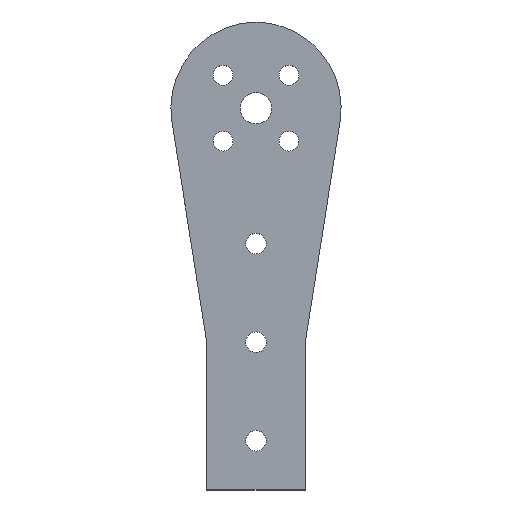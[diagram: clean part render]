
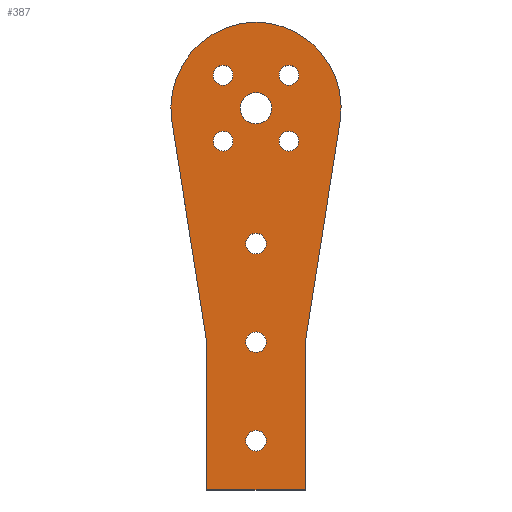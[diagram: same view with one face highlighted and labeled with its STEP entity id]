
A CAD part, top view. The second image highlights one B-rep face of the part: STEP entity #387.
In plain terms, the highlighted planar face has unit normal (0, 0, 1).
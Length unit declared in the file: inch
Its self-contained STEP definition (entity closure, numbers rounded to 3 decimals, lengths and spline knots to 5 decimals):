
#23=FACE_BOUND('',#84,.T.);
#24=FACE_BOUND('',#85,.T.);
#25=FACE_BOUND('',#86,.T.);
#26=FACE_BOUND('',#87,.T.);
#27=FACE_BOUND('',#88,.T.);
#28=FACE_BOUND('',#89,.T.);
#29=FACE_BOUND('',#90,.T.);
#30=FACE_BOUND('',#91,.T.);
#37=PLANE('',#452);
#56=FACE_OUTER_BOUND('',#83,.T.);
#83=EDGE_LOOP('',(#340,#341,#342,#343,#344,#345,#346,#347,#348));
#84=EDGE_LOOP('',(#349));
#85=EDGE_LOOP('',(#350));
#86=EDGE_LOOP('',(#351));
#87=EDGE_LOOP('',(#352));
#88=EDGE_LOOP('',(#353));
#89=EDGE_LOOP('',(#354));
#90=EDGE_LOOP('',(#355));
#91=EDGE_LOOP('',(#356));
#96=LINE('',#583,#123);
#101=LINE('',#598,#128);
#111=LINE('',#649,#138);
#116=LINE('',#668,#143);
#118=LINE('',#671,#145);
#123=VECTOR('',#467,0.3937);
#128=VECTOR('',#480,0.3937);
#138=VECTOR('',#538,0.3937);
#143=VECTOR('',#561,0.3937);
#145=VECTOR('',#565,0.3937);
#147=CIRCLE('',#412,1.);
#149=CIRCLE('',#416,1.);
#150=CIRCLE('',#419,0.1005);
#152=CIRCLE('',#422,0.1005);
#154=CIRCLE('',#425,0.1005);
#156=CIRCLE('',#428,0.1005);
#159=CIRCLE('',#432,0.875);
#165=CIRCLE('',#440,0.875);
#166=CIRCLE('',#443,0.1045);
#167=CIRCLE('',#445,0.1045);
#168=CIRCLE('',#447,0.1045);
#169=CIRCLE('',#449,0.15945);
#172=VERTEX_POINT('',#573);
#173=VERTEX_POINT('',#575);
#175=VERTEX_POINT('',#581);
#178=VERTEX_POINT('',#588);
#179=VERTEX_POINT('',#590);
#181=VERTEX_POINT('',#596);
#182=VERTEX_POINT('',#600);
#184=VERTEX_POINT('',#606);
#186=VERTEX_POINT('',#612);
#188=VERTEX_POINT('',#618);
#192=VERTEX_POINT('',#627);
#193=VERTEX_POINT('',#629);
#199=VERTEX_POINT('',#651);
#200=VERTEX_POINT('',#655);
#201=VERTEX_POINT('',#659);
#202=VERTEX_POINT('',#663);
#203=VERTEX_POINT('',#667);
#206=EDGE_CURVE('',#172,#173,#147,.T.);
#210=EDGE_CURVE('',#172,#175,#96,.T.);
#213=EDGE_CURVE('',#178,#179,#149,.T.);
#217=EDGE_CURVE('',#178,#181,#101,.T.);
#218=EDGE_CURVE('',#182,#182,#150,.T.);
#221=EDGE_CURVE('',#184,#184,#152,.T.);
#224=EDGE_CURVE('',#186,#186,#154,.T.);
#227=EDGE_CURVE('',#188,#188,#156,.T.);
#232=EDGE_CURVE('',#192,#193,#159,.T.);
#242=EDGE_CURVE('',#193,#175,#165,.T.);
#243=EDGE_CURVE('',#192,#179,#111,.T.);
#244=EDGE_CURVE('',#199,#199,#166,.T.);
#246=EDGE_CURVE('',#200,#200,#167,.T.);
#248=EDGE_CURVE('',#201,#201,#168,.T.);
#250=EDGE_CURVE('',#202,#202,#169,.T.);
#252=EDGE_CURVE('',#203,#173,#116,.T.);
#254=EDGE_CURVE('',#181,#203,#118,.T.);
#340=ORIENTED_EDGE('',*,*,#232,.F.);
#341=ORIENTED_EDGE('',*,*,#243,.T.);
#342=ORIENTED_EDGE('',*,*,#213,.F.);
#343=ORIENTED_EDGE('',*,*,#217,.T.);
#344=ORIENTED_EDGE('',*,*,#254,.T.);
#345=ORIENTED_EDGE('',*,*,#252,.T.);
#346=ORIENTED_EDGE('',*,*,#206,.F.);
#347=ORIENTED_EDGE('',*,*,#210,.T.);
#348=ORIENTED_EDGE('',*,*,#242,.F.);
#349=ORIENTED_EDGE('',*,*,#218,.T.);
#350=ORIENTED_EDGE('',*,*,#221,.T.);
#351=ORIENTED_EDGE('',*,*,#224,.T.);
#352=ORIENTED_EDGE('',*,*,#227,.T.);
#353=ORIENTED_EDGE('',*,*,#250,.T.);
#354=ORIENTED_EDGE('',*,*,#248,.T.);
#355=ORIENTED_EDGE('',*,*,#246,.T.);
#356=ORIENTED_EDGE('',*,*,#244,.T.);
#387=ADVANCED_FACE('',(#56,#23,#24,#25,#26,#27,#28,#29,#30),#37,.T.);
#412=AXIS2_PLACEMENT_3D('',#576,#460,#461);
#416=AXIS2_PLACEMENT_3D('',#591,#473,#474);
#419=AXIS2_PLACEMENT_3D('',#601,#483,#484);
#422=AXIS2_PLACEMENT_3D('',#607,#490,#491);
#425=AXIS2_PLACEMENT_3D('',#613,#497,#498);
#428=AXIS2_PLACEMENT_3D('',#619,#504,#505);
#432=AXIS2_PLACEMENT_3D('',#630,#514,#515);
#440=AXIS2_PLACEMENT_3D('',#647,#534,#535);
#443=AXIS2_PLACEMENT_3D('',#652,#541,#542);
#445=AXIS2_PLACEMENT_3D('',#656,#546,#547);
#447=AXIS2_PLACEMENT_3D('',#660,#551,#552);
#449=AXIS2_PLACEMENT_3D('',#664,#556,#557);
#452=AXIS2_PLACEMENT_3D('',#672,#566,#567);
#460=DIRECTION('center_axis',(0.,0.,1.));
#461=DIRECTION('ref_axis',(-0.997,0.078,0.));
#467=DIRECTION('',(0.156,0.988,0.));
#473=DIRECTION('center_axis',(0.,0.,1.));
#474=DIRECTION('ref_axis',(0.997,0.078,0.));
#480=DIRECTION('',(0.,-1.,0.));
#483=DIRECTION('center_axis',(0.,0.,-1.));
#484=DIRECTION('ref_axis',(0.,-1.,0.));
#490=DIRECTION('center_axis',(0.,0.,-1.));
#491=DIRECTION('ref_axis',(-1.,0.,0.));
#497=DIRECTION('center_axis',(0.,0.,-1.));
#498=DIRECTION('ref_axis',(0.,1.,0.));
#504=DIRECTION('center_axis',(0.,0.,-1.));
#505=DIRECTION('ref_axis',(1.,0.,0.));
#514=DIRECTION('center_axis',(0.,0.,-1.));
#515=DIRECTION('ref_axis',(-0.025,1.,0.));
#534=DIRECTION('center_axis',(0.,0.,-1.));
#535=DIRECTION('ref_axis',(0.988,-0.156,0.));
#538=DIRECTION('',(0.156,-0.988,0.));
#541=DIRECTION('center_axis',(0.,0.,-1.));
#542=DIRECTION('ref_axis',(-1.,0.,0.));
#546=DIRECTION('center_axis',(0.,0.,-1.));
#547=DIRECTION('ref_axis',(-1.,0.,0.));
#551=DIRECTION('center_axis',(0.,0.,-1.));
#552=DIRECTION('ref_axis',(-1.,0.,0.));
#556=DIRECTION('center_axis',(0.,0.,-1.));
#557=DIRECTION('ref_axis',(-1.,0.,0.));
#561=DIRECTION('',(0.,1.,0.));
#565=DIRECTION('',(1.,0.,0.));
#566=DIRECTION('center_axis',(0.,0.,1.));
#567=DIRECTION('ref_axis',(1.,0.,0.));
#573=CARTESIAN_POINT('',(1.38724,-0.1725,0.13));
#575=CARTESIAN_POINT('',(1.375,-0.32846,0.13));
#576=CARTESIAN_POINT('Origin',(2.375,-0.32846,0.13));
#581=CARTESIAN_POINT('',(1.72845,1.98853,0.13));
#583=CARTESIAN_POINT('',(1.375,-0.25,0.13));
#588=CARTESIAN_POINT('',(0.375,-0.32846,0.13));
#590=CARTESIAN_POINT('',(0.36276,-0.1725,0.13));
#591=CARTESIAN_POINT('Origin',(-0.625,-0.32846,0.13));
#596=CARTESIAN_POINT('',(0.375,-1.75,0.13));
#598=CARTESIAN_POINT('',(0.375,-0.25,0.13));
#600=CARTESIAN_POINT('',(1.20907,1.89143,0.13));
#601=CARTESIAN_POINT('Origin',(1.20907,1.79093,0.13));
#606=CARTESIAN_POINT('',(0.64143,1.79093,0.13));
#607=CARTESIAN_POINT('Origin',(0.54093,1.79093,0.13));
#612=CARTESIAN_POINT('',(0.54093,2.35857,0.13));
#613=CARTESIAN_POINT('Origin',(0.54093,2.45907,0.13));
#618=CARTESIAN_POINT('',(1.10857,2.45907,0.13));
#619=CARTESIAN_POINT('Origin',(1.20907,2.45907,0.13));
#627=CARTESIAN_POINT('',(0.02151,1.9888,0.13));
#629=CARTESIAN_POINT('',(0.86416,3.,0.13));
#630=CARTESIAN_POINT('Origin',(0.8858,2.12527,0.13));
#647=CARTESIAN_POINT('Origin',(0.86416,2.125,0.13));
#649=CARTESIAN_POINT('',(0.,2.125,0.13));
#651=CARTESIAN_POINT('',(0.9795,-0.25,0.13));
#652=CARTESIAN_POINT('Origin',(0.875,-0.25,0.13));
#655=CARTESIAN_POINT('',(0.9795,-1.25,0.13));
#656=CARTESIAN_POINT('Origin',(0.875,-1.25,0.13));
#659=CARTESIAN_POINT('',(0.9795,0.75,0.13));
#660=CARTESIAN_POINT('Origin',(0.875,0.75,0.13));
#663=CARTESIAN_POINT('',(1.03445,2.125,0.13));
#664=CARTESIAN_POINT('Origin',(0.875,2.125,0.13));
#667=CARTESIAN_POINT('',(1.375,-1.75,0.13));
#668=CARTESIAN_POINT('',(1.375,-1.75,0.13));
#671=CARTESIAN_POINT('',(0.375,-1.75,0.13));
#672=CARTESIAN_POINT('Origin',(0.875,1.375,0.13));
